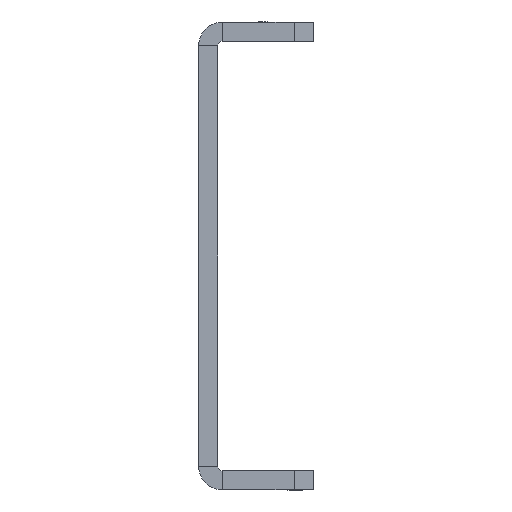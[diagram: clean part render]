
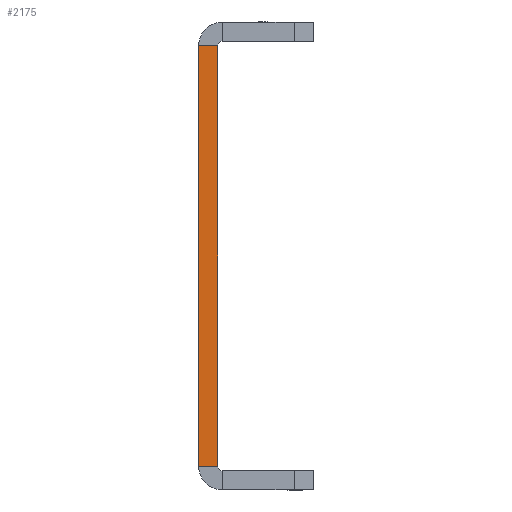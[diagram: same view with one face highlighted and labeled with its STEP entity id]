
A CAD part, left-side view. The second image highlights one B-rep face of the part: STEP entity #2175.
In plain terms, the highlighted planar face has unit normal (-1, 0, 0).
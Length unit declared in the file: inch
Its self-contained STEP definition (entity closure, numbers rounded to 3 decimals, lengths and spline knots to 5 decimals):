
#54=LINE('',#3541,#126);
#55=LINE('',#3542,#127);
#56=LINE('',#3543,#128);
#57=LINE('',#3544,#129);
#126=VECTOR('',#2985,0.125);
#127=VECTOR('',#2986,2.75);
#128=VECTOR('',#2987,0.125);
#129=VECTOR('',#2988,2.75);
#165=PLANE('',#2440);
#497=FACE_OUTER_BOUND('',#685,.T.);
#685=EDGE_LOOP('',(#1646,#1647,#1648,#1649));
#1195=VERTEX_POINT('',#3516);
#1196=VERTEX_POINT('',#3520);
#1200=VERTEX_POINT('',#3539);
#1201=VERTEX_POINT('',#3540);
#1406=EDGE_CURVE('',#1200,#1201,#54,.T.);
#1407=EDGE_CURVE('',#1200,#1196,#55,.T.);
#1408=EDGE_CURVE('',#1196,#1195,#56,.T.);
#1409=EDGE_CURVE('',#1201,#1195,#57,.T.);
#1646=ORIENTED_EDGE('',*,*,#1406,.F.);
#1647=ORIENTED_EDGE('',*,*,#1407,.T.);
#1648=ORIENTED_EDGE('',*,*,#1408,.T.);
#1649=ORIENTED_EDGE('',*,*,#1409,.F.);
#2175=ADVANCED_FACE('',(#497),#165,.F.);
#2440=AXIS2_PLACEMENT_3D('',#3538,#2983,#2984);
#2983=DIRECTION('center_axis',(1.,0.,0.));
#2984=DIRECTION('ref_axis',(0.,0.,1.));
#2985=DIRECTION('',(0.,1.,0.));
#2986=DIRECTION('',(0.,0.,1.));
#2987=DIRECTION('',(0.,1.,0.));
#2988=DIRECTION('',(0.,0.,1.));
#3516=CARTESIAN_POINT('',(0.,0.125,0.));
#3520=CARTESIAN_POINT('',(0.,0.,0.));
#3538=CARTESIAN_POINT('Origin',(0.,0.125,0.));
#3539=CARTESIAN_POINT('',(0.,0.,-2.75));
#3540=CARTESIAN_POINT('',(0.,0.125,-2.75));
#3541=CARTESIAN_POINT('',(0.,0.125,-2.75));
#3542=CARTESIAN_POINT('',(0.,0.,-2.75));
#3543=CARTESIAN_POINT('',(0.,0.125,0.));
#3544=CARTESIAN_POINT('',(0.,0.125,0.));
